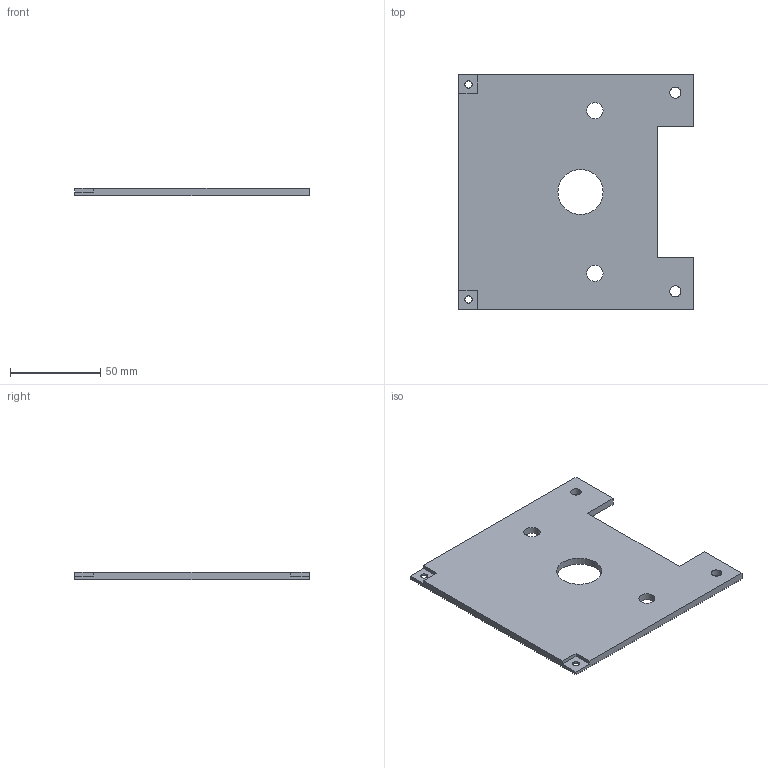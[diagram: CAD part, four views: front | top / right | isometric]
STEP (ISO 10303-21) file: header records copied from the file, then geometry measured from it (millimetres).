
FILE_DESCRIPTION(/* description */ ('STEP AP242','CAx-IF Rec.Pracs.---Representation and Presentation of Product Manufacturing Information (PMI)---4.0---2014-10-13','CAx-IF Rec.Pracs.---3D Tessellated Geometry---0.4---2014-09-14','2;1'),/* implementation_level */ '2;1');
FILE_NAME(/* name */ '681beeb29417a05d63d38902',/* time_stamp */ '2025-05-07T23:37:22Z',/* author */ (''),/* organization */ (''),/* preprocessor_version */ 'ST-DEVELOPER v20',/* originating_system */ 'ONSHAPE BY PTC INC, 1.197',/* authorisation */ ' ');
FILE_SCHEMA (('AP242_MANAGED_MODEL_BASED_3D_ENGINEERING_MIM_LF { 1 0 10303 442 1 1 4 }'));
Length unit declared in the file: metre
Products named in the file (1): Right Mid Top Plate
Bounding box: 130 x 130 x 4 mm (x, y, z)
Volume: 58616 mm3; surface area: 32519.9 mm2
Topology: 1 solids, 1 shells, 79 faces, 197 edges, 120 vertices
Faces by surface type: plane 72, cylinder 7
Full cylindrical faces by diameter (mm): 4 x2, 6 x2, 9 x2, 25 x1
Entity records: 2294 total; most frequent: CARTESIAN_POINT 390, ORIENTED_EDGE 380, DIRECTION 370, EDGE_CURVE 190, LINE 170, VECTOR 170, VERTEX_POINT 120, EDGE_LOOP 100
